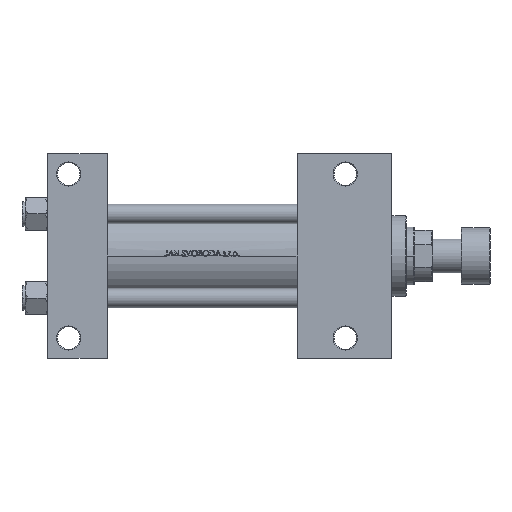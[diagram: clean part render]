
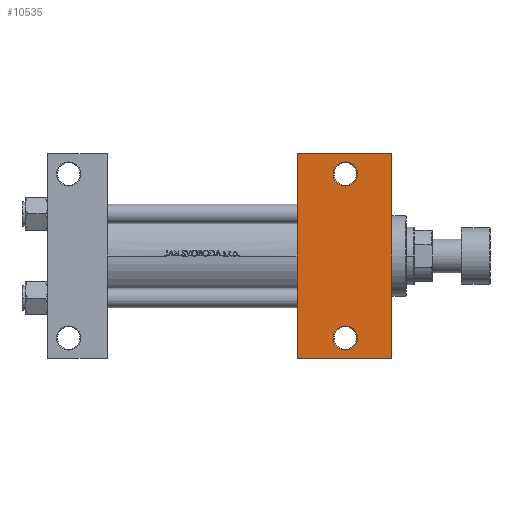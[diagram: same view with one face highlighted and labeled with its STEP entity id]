
A CAD part, front view. The second image highlights one B-rep face of the part: STEP entity #10535.
In plain terms, the highlighted face is planar.
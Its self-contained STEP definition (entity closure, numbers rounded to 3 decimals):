
#2007 = LINE ( 'NONE', #15927, #12595 ) ;
#2698 = EDGE_CURVE ( 'NONE', #3451, #13682, #18409, .T. ) ;
#3451 = VERTEX_POINT ( 'NONE', #12239 ) ;
#4091 = DIRECTION ( 'NONE',  ( -1., 0., 0. ) ) ;
#4636 = CARTESIAN_POINT ( 'NONE',  ( 214., 37.5, -37.5 ) ) ;
#4939 = DIRECTION ( 'NONE',  ( 0., -1., 0. ) ) ;
#5009 = ORIENTED_EDGE ( 'NONE', *, *, #12963, .F. ) ;
#5210 = ORIENTED_EDGE ( 'NONE', *, *, #31937, .T. ) ;
#6903 = DIRECTION ( 'NONE',  ( 0., 0., 1. ) ) ;
#7260 = ORIENTED_EDGE ( 'NONE', *, *, #8945, .T. ) ;
#7734 = CARTESIAN_POINT ( 'NONE',  ( 214., -63.5, -37.5 ) ) ;
#8197 = EDGE_LOOP ( 'NONE', ( #45281, #42160 ) ) ;
#8422 = VERTEX_POINT ( 'NONE', #46048 ) ;
#8764 = FACE_BOUND ( 'NONE', #8197, .T. ) ;
#8945 = EDGE_CURVE ( 'NONE', #35073, #14056, #24040, .T. ) ;
#9445 = DIRECTION ( 'NONE',  ( 1., 0., 0. ) ) ;
#10317 = DIRECTION ( 'NONE',  ( -1., 0., 0. ) ) ;
#10513 = CARTESIAN_POINT ( 'NONE',  ( 214., 37.5, -37.5 ) ) ;
#10535 = ADVANCED_FACE ( 'NONE', ( #45264, #8764, #27488 ), #26785, .T. ) ;
#10789 = CARTESIAN_POINT ( 'NONE',  ( 185., -51., -37.5 ) ) ;
#11755 = AXIS2_PLACEMENT_3D ( 'NONE', #30500, #18889, #40486 ) ;
#12114 = DIRECTION ( 'NONE',  ( 0., 0., 1. ) ) ;
#12239 = CARTESIAN_POINT ( 'NONE',  ( 192.5, -51., -37.5 ) ) ;
#12595 = VECTOR ( 'NONE', #4939, 1000. ) ;
#12863 = CARTESIAN_POINT ( 'NONE',  ( 155., 63.5, -37.5 ) ) ;
#12963 = EDGE_CURVE ( 'NONE', #25574, #14648, #2007, .T. ) ;
#13539 = DIRECTION ( 'NONE',  ( -1., 0., 0. ) ) ;
#13682 = VERTEX_POINT ( 'NONE', #31302 ) ;
#14056 = VERTEX_POINT ( 'NONE', #29475 ) ;
#14648 = VERTEX_POINT ( 'NONE', #25443 ) ;
#14863 = EDGE_CURVE ( 'NONE', #14056, #35073, #31116, .T. ) ;
#15771 = VECTOR ( 'NONE', #40170, 1000. ) ;
#15927 = CARTESIAN_POINT ( 'NONE',  ( 155., 37.5, -37.5 ) ) ;
#16883 = AXIS2_PLACEMENT_3D ( 'NONE', #10789, #6903, #10317 ) ;
#18322 = ORIENTED_EDGE ( 'NONE', *, *, #45674, .T. ) ;
#18409 = CIRCLE ( 'NONE', #16883, 7.5 ) ;
#18889 = DIRECTION ( 'NONE',  ( 0., 0., 1. ) ) ;
#19496 = DIRECTION ( 'NONE',  ( -1., 0., 0. ) ) ;
#20165 = LINE ( 'NONE', #12863, #26007 ) ;
#20577 = CARTESIAN_POINT ( 'NONE',  ( 155., -63.5, -37.5 ) ) ;
#22051 = ORIENTED_EDGE ( 'NONE', *, *, #24484, .T. ) ;
#24040 = CIRCLE ( 'NONE', #41900, 7.5 ) ;
#24484 = EDGE_CURVE ( 'NONE', #33011, #14648, #31971, .T. ) ;
#25205 = CIRCLE ( 'NONE', #29846, 7.5 ) ;
#25443 = CARTESIAN_POINT ( 'NONE',  ( 155., -63.5, -37.5 ) ) ;
#25574 = VERTEX_POINT ( 'NONE', #40399 ) ;
#25697 = CARTESIAN_POINT ( 'NONE',  ( 192.5, 51., -37.5 ) ) ;
#26007 = VECTOR ( 'NONE', #9445, 1000. ) ;
#26785 = PLANE ( 'NONE',  #45800 ) ;
#27356 = EDGE_CURVE ( 'NONE', #13682, #3451, #25205, .T. ) ;
#27488 = FACE_OUTER_BOUND ( 'NONE', #39210, .T. ) ;
#29008 = VECTOR ( 'NONE', #35378, 1000. ) ;
#29475 = CARTESIAN_POINT ( 'NONE',  ( 177.5, 51., -37.5 ) ) ;
#29846 = AXIS2_PLACEMENT_3D ( 'NONE', #35633, #38554, #13539 ) ;
#30500 = CARTESIAN_POINT ( 'NONE',  ( 185., 51., -37.5 ) ) ;
#31116 = CIRCLE ( 'NONE', #11755, 7.5 ) ;
#31302 = CARTESIAN_POINT ( 'NONE',  ( 177.5, -51., -37.5 ) ) ;
#31937 = EDGE_CURVE ( 'NONE', #25574, #8422, #20165, .T. ) ;
#31971 = LINE ( 'NONE', #20577, #29008 ) ;
#33011 = VERTEX_POINT ( 'NONE', #7734 ) ;
#33975 = ORIENTED_EDGE ( 'NONE', *, *, #14863, .T. ) ;
#34212 = CARTESIAN_POINT ( 'NONE',  ( 185., 51., -37.5 ) ) ;
#35073 = VERTEX_POINT ( 'NONE', #25697 ) ;
#35378 = DIRECTION ( 'NONE',  ( -1., 0., 0. ) ) ;
#35633 = CARTESIAN_POINT ( 'NONE',  ( 185., -51., -37.5 ) ) ;
#37288 = EDGE_LOOP ( 'NONE', ( #33975, #7260 ) ) ;
#38554 = DIRECTION ( 'NONE',  ( 0., 0., 1. ) ) ;
#39210 = EDGE_LOOP ( 'NONE', ( #5009, #5210, #18322, #22051 ) ) ;
#40170 = DIRECTION ( 'NONE',  ( 0., -1., 0. ) ) ;
#40399 = CARTESIAN_POINT ( 'NONE',  ( 155., 63.5, -37.5 ) ) ;
#40486 = DIRECTION ( 'NONE',  ( -1., 0., 0. ) ) ;
#41900 = AXIS2_PLACEMENT_3D ( 'NONE', #34212, #12114, #4091 ) ;
#42160 = ORIENTED_EDGE ( 'NONE', *, *, #2698, .T. ) ;
#42311 = DIRECTION ( 'NONE',  ( 0., 0., -1. ) ) ;
#45264 = FACE_BOUND ( 'NONE', #37288, .T. ) ;
#45281 = ORIENTED_EDGE ( 'NONE', *, *, #27356, .T. ) ;
#45674 = EDGE_CURVE ( 'NONE', #8422, #33011, #47960, .T. ) ;
#45800 = AXIS2_PLACEMENT_3D ( 'NONE', #4636, #42311, #19496 ) ;
#46048 = CARTESIAN_POINT ( 'NONE',  ( 214., 63.5, -37.5 ) ) ;
#47960 = LINE ( 'NONE', #10513, #15771 ) ;
